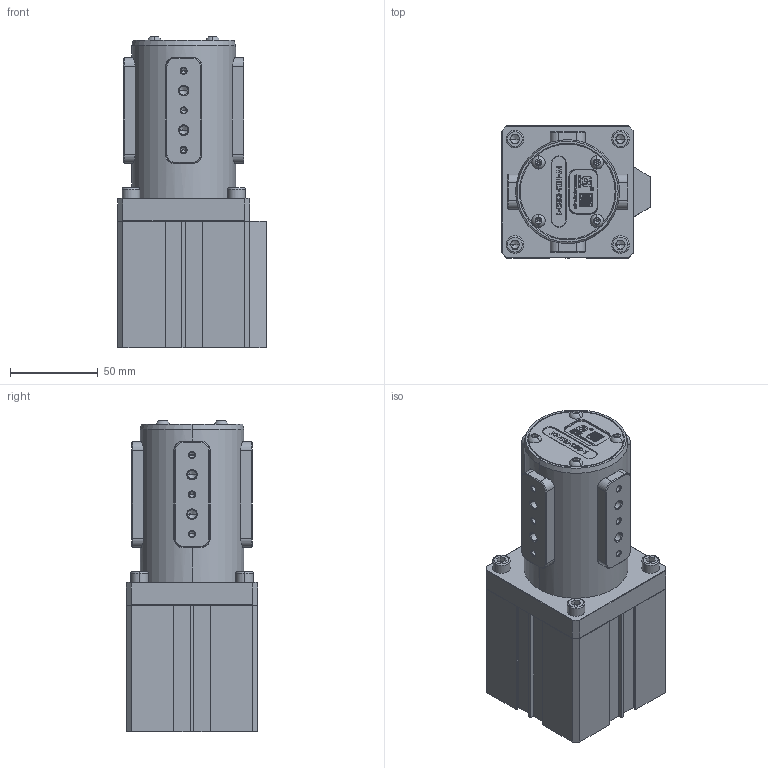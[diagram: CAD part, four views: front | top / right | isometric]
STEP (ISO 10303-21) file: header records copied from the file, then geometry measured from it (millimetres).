
FILE_DESCRIPTION (( 'STEP AP203' ), '1' );
FILE_NAME ('FY-HDJ-D60-1X100.STEP', '2025-10-30T06:28:04', ( 'User' ), ( 'Microsoft' ), 'SwSTEP 2.0', 'SolidWorks 2015', '' );
FILE_SCHEMA (( 'CONFIG_CONTROL_DESIGN' ));
Length unit declared in the file: millimetre
Products named in the file (13): FY-HDJ-D60-1囀傅褲极; ァ詰63X30; FY-HDJ-D60-1囀傅賑輸; circlips for hole--type b gb_GB_CONNECTING_PIECE_RINGS_CHB 56; FY-HDJ-D60-1囀傅ヶ裔; ァ詰63耀倰; FY-JGZ 125-1-SADLOGO; hexagon socket head cap screws gb_GB_FASTENER_SCREWS_HSHCS M6X60-N; 本公司二维码-梵煜2; hexagon socket button head screws gb_GB_SOCKET_TYPE7 M4X14-N; 陔遴LOGO齪郪磁; FY-HDJ-D60-1X100; FY-HDJ-D60-1倰瘍
Assembly tree (22 placements, depth 3):
  FY-HDJ-D60-1X100
    FY-HDJ-D60-1囀傅褲极
    FY-HDJ-D60-1囀傅賑輸  x5
    FY-HDJ-D60-1囀傅ヶ裔
    陔遴LOGO齪郪磁
      FY-JGZ 125-1-SADLOGO
      本公司二维码-梵煜2
    FY-HDJ-D60-1倰瘍
    ァ詰63耀倰
      ァ詰63X30
      circlips for hole--type b gb_GB_CONNECTING_PIECE_RINGS_CHB 56
    hexagon socket head cap screws gb_GB_FASTENER_SCREWS_HSHCS M6X60-N  x4
    hexagon socket button head screws gb_GB_SOCKET_TYPE7 M4X14-N  x4
Bounding box: 84.5 x 75 x 177.2 mm (x, y, z)
Volume: 651233.1 mm3; surface area: 151750.8 mm2
Topology: 30 solids, 30 shells, 1647 faces, 4151 edges, 2605 vertices
Faces by surface type: plane 1009, cylinder 256, cone 254, bspline 110, torus 10, sphere 8
Entity records: 52114 total; most frequent: CARTESIAN_POINT 18532, ORIENTED_EDGE 6830, DIRECTION 6083, EDGE_CURVE 3415, VECTOR 2659, LINE 2659, VERTEX_POINT 2207, AXIS2_PLACEMENT_3D 1712
